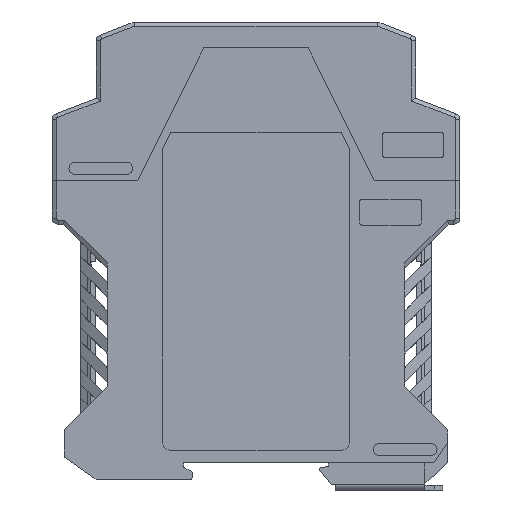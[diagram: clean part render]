
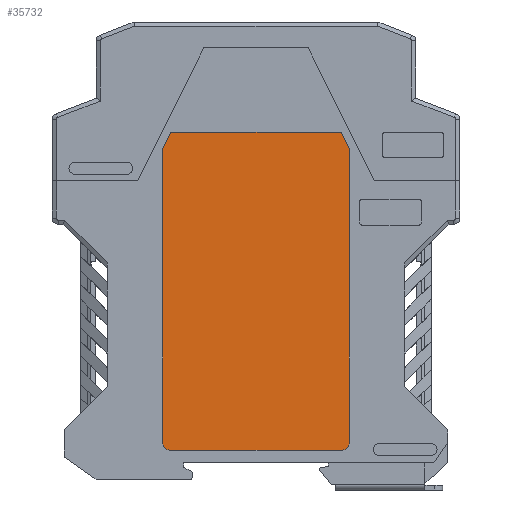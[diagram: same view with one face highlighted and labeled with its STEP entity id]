
A CAD part, left-side view. The second image highlights one B-rep face of the part: STEP entity #35732.
In plain terms, the highlighted planar face has unit normal (-1, 0, 0).
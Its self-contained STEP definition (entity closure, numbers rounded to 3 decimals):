
#844=FACE_OUTER_BOUND('',#2876,.T.);
#2876=EDGE_LOOP('',(#23395,#23396,#23397,#23398,#23399,#23400,#23401,#23402));
#5143=LINE('',#52840,#9612);
#5147=LINE('',#52852,#9616);
#5150=LINE('',#52858,#9619);
#5154=LINE('',#52870,#9623);
#5155=LINE('',#52873,#9624);
#5156=LINE('',#52874,#9625);
#9612=VECTOR('',#42207,1.);
#9616=VECTOR('',#42219,1.);
#9619=VECTOR('',#42224,1.);
#9623=VECTOR('',#42236,1.);
#9624=VECTOR('',#42239,1.);
#9625=VECTOR('',#42240,1.);
#14046=VERTEX_POINT('',#52834);
#14048=VERTEX_POINT('',#52838);
#14050=VERTEX_POINT('',#52843);
#14052=VERTEX_POINT('',#52849);
#14054=VERTEX_POINT('',#52855);
#14056=VERTEX_POINT('',#52861);
#14057=VERTEX_POINT('',#52863);
#14059=VERTEX_POINT('',#52872);
#17688=EDGE_CURVE('',#14046,#14048,#5143,.T.);
#17690=EDGE_CURVE('',#14050,#14048,#37743,.T.);
#17694=EDGE_CURVE('',#14052,#14046,#5147,.T.);
#17697=EDGE_CURVE('',#14054,#14052,#5150,.T.);
#17699=EDGE_CURVE('',#14056,#14057,#37745,.T.);
#17703=EDGE_CURVE('',#14050,#14057,#5154,.T.);
#17704=EDGE_CURVE('',#14056,#14059,#5155,.T.);
#17705=EDGE_CURVE('',#14059,#14054,#5156,.T.);
#23395=ORIENTED_EDGE('',*,*,#17697,.T.);
#23396=ORIENTED_EDGE('',*,*,#17694,.T.);
#23397=ORIENTED_EDGE('',*,*,#17688,.T.);
#23398=ORIENTED_EDGE('',*,*,#17690,.F.);
#23399=ORIENTED_EDGE('',*,*,#17703,.T.);
#23400=ORIENTED_EDGE('',*,*,#17699,.F.);
#23401=ORIENTED_EDGE('',*,*,#17704,.T.);
#23402=ORIENTED_EDGE('',*,*,#17705,.T.);
#34181=PLANE('',#38873);
#35732=ADVANCED_FACE('',(#844),#34181,.T.);
#37743=CIRCLE('',#38865,2.);
#37745=CIRCLE('',#38870,2.);
#38865=AXIS2_PLACEMENT_3D('',#52845,#42211,#42212);
#38870=AXIS2_PLACEMENT_3D('',#52864,#42228,#42229);
#38873=AXIS2_PLACEMENT_3D('',#52871,#42237,#42238);
#42207=DIRECTION('',(0.,0.,-1.));
#42211=DIRECTION('center_axis',(1.,0.,0.));
#42212=DIRECTION('ref_axis',(0.,1.,0.));
#42219=DIRECTION('',(0.,0.447,-0.894));
#42224=DIRECTION('',(0.,1.,0.));
#42228=DIRECTION('center_axis',(1.,0.,0.));
#42229=DIRECTION('ref_axis',(0.,1.,0.));
#42236=DIRECTION('',(0.,-1.,0.));
#42237=DIRECTION('center_axis',(-1.,0.,0.));
#42238=DIRECTION('ref_axis',(0.,0.,
-1.));
#42239=DIRECTION('',(0.,0.,1.));
#42240=DIRECTION('',(0.,0.447,0.894));
#52834=CARTESIAN_POINT('',(-149.45,947.864,131.609));
#52838=CARTESIAN_POINT('',(-149.45,947.864,60.309));
#52840=CARTESIAN_POINT('',(-149.45,947.864,47.309));
#52843=CARTESIAN_POINT('',(-149.45,945.864,58.309));
#52845=CARTESIAN_POINT('Origin',(-149.45,945.864,60.309));
#52849=CARTESIAN_POINT('',(-149.45,945.864,135.609));
#52852=CARTESIAN_POINT('',(-149.45,977.054,73.229));
#52855=CARTESIAN_POINT('',(-149.45,904.564,135.609));
#52858=CARTESIAN_POINT('',(-149.45,925.214,135.609));
#52861=CARTESIAN_POINT('',(-149.45,902.564,60.309));
#52863=CARTESIAN_POINT('',(-149.45,904.564,58.309));
#52864=CARTESIAN_POINT('Origin',(-149.45,904.564,60.309));
#52870=CARTESIAN_POINT('',(-149.45,925.214,58.309));
#52871=CARTESIAN_POINT('Origin',(-149.45,890.324,121.584));
#52872=CARTESIAN_POINT('',(-149.45,902.564,131.609));
#52873=CARTESIAN_POINT('',(-149.45,902.564,47.309));
#52874=CARTESIAN_POINT('',(-149.45,873.374,73.229));
